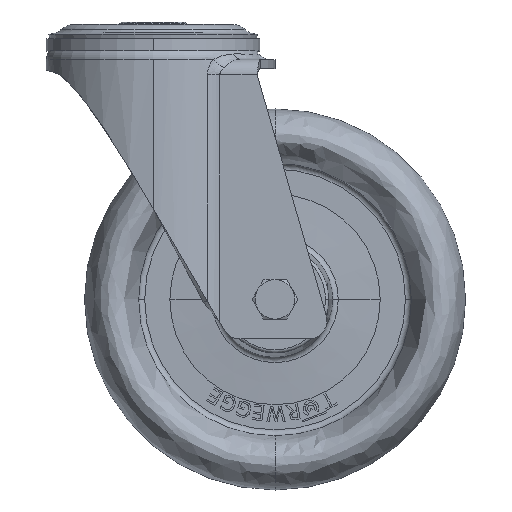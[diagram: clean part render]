
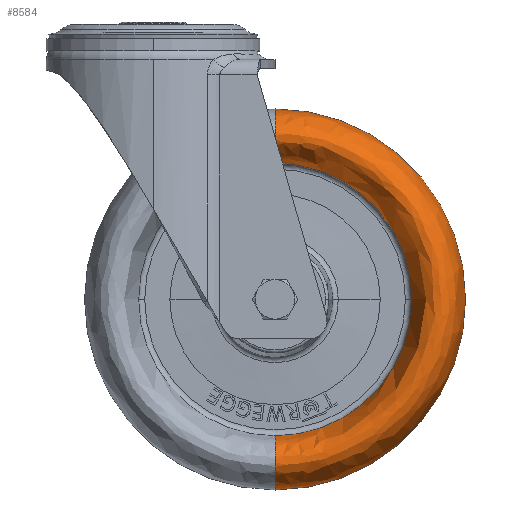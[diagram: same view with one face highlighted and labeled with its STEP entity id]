
A CAD part, top view. The second image highlights one B-rep face of the part: STEP entity #8584.
In plain terms, the highlighted free-form (B-spline) face has degree [3, 3] with [4, 4] control points.
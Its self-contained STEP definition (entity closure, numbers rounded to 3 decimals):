
#474 = CARTESIAN_POINT ( 'NONE',  ( 165., -153.5, 28.877 ) ) ;
#496 = EDGE_CURVE ( 'NONE', #21526, #4727, #1220, .T. ) ;
#615 = CARTESIAN_POINT ( 'NONE',  ( 40., -153.5, 28.877 ) ) ;
#752 = CARTESIAN_POINT ( 'NONE',  ( 40., -46.249, 4.26 ) ) ;
#1220 =( BOUNDED_CURVE ( )  B_SPLINE_CURVE ( 3, ( #13737, #615, #20411, #18731 ),
 .UNSPECIFIED., .F., .F. ) 
 B_SPLINE_CURVE_WITH_KNOTS ( ( 4, 4 ),
 ( 1.568, 4.473 ),
 .UNSPECIFIED. ) 
 CURVE ( )  GEOMETRIC_REPRESENTATION_ITEM ( )  RATIONAL_B_SPLINE_CURVE ( ( 1., 0.412, 0.412, 1. ) ) 
 REPRESENTATION_ITEM ( '' )  );
#1890 = DIRECTION ( 'NONE',  ( 0., 0., 1. ) ) ;
#3213 = DIRECTION ( 'NONE',  ( 1., 0., 0. ) ) ;
#3952 = CARTESIAN_POINT ( 'NONE',  ( 40., -42.855, 32.352 ) ) ;
#4281 = CARTESIAN_POINT ( 'NONE',  ( 84.751, -91., 4.26 ) ) ;
#4329 = ORIENTED_EDGE ( 'NONE', *, *, #5081, .T. ) ;
#4727 = VERTEX_POINT ( 'NONE', #16394 ) ;
#5081 = EDGE_CURVE ( 'NONE', #20231, #11767, #7805, .T. ) ;
#5199 = CARTESIAN_POINT ( 'NONE',  ( 40., -153.5, -0.036 ) ) ;
#5240 = CARTESIAN_POINT ( 'NONE',  ( 40., -28.5, -0.036 ) ) ;
#5384 = CARTESIAN_POINT ( 'NONE',  ( 129.503, -135.751, 4.26 ) ) ;
#5476 = CARTESIAN_POINT ( 'NONE',  ( 40., -153.5, 28.877 ) ) ;
#6787 = CARTESIAN_POINT ( 'NONE',  ( 40., -28.5, -0.036 ) ) ;
#6978 = CARTESIAN_POINT ( 'NONE',  ( 129.503, -46.249, 4.26 ) ) ;
#7805 = CIRCLE ( 'NONE', #17579, 44.751 ) ;
#8584 = ADVANCED_FACE ( 'NONE', ( #8815 ), #12489, .T. ) ;
#8616 = CARTESIAN_POINT ( 'NONE',  ( 40., -28.5, 28.877 ) ) ;
#8690 = CARTESIAN_POINT ( 'NONE',  ( 40., -91., 4.26 ) ) ;
#8815 = FACE_OUTER_BOUND ( 'NONE', #17938, .T. ) ;
#9279 = EDGE_CURVE ( 'NONE', #21526, #16344, #18175, .T. ) ;
#9737 = CARTESIAN_POINT ( 'NONE',  ( 40., -46.249, 4.26 ) ) ;
#10351 = DIRECTION ( 'NONE',  ( 0., 0., -1. ) ) ;
#11367 = CIRCLE ( 'NONE', #15582, 44.751 ) ;
#11549 = ORIENTED_EDGE ( 'NONE', *, *, #21030, .T. ) ;
#11675 = DIRECTION ( 'NONE',  ( -1., 0., 0. ) ) ;
#11767 = VERTEX_POINT ( 'NONE', #4281 ) ;
#11880 = CARTESIAN_POINT ( 'NONE',  ( 165., -28.5, -0.036 ) ) ;
#12227 =( BOUNDED_CURVE ( )  B_SPLINE_CURVE ( 3, ( #17567, #14405, #14184, #752 ),
 .UNSPECIFIED., .F., .F. ) 
 B_SPLINE_CURVE_WITH_KNOTS ( ( 4, 4 ),
 ( 1.568, 4.473 ),
 .UNSPECIFIED. ) 
 CURVE ( )  GEOMETRIC_REPRESENTATION_ITEM ( )  RATIONAL_B_SPLINE_CURVE ( ( 1., 0.412, 0.412, 1. ) ) 
 REPRESENTATION_ITEM ( '' )  );
#12489 =( BOUNDED_SURFACE ( )  B_SPLINE_SURFACE ( 3, 3, ( 
 ( #5240, #11880, #18560, #17373 ),
 ( #8616, #15210, #474, #5476 ),
 ( #3952, #20686, #13998, #13802 ),
 ( #20469, #6978, #5384, #20244 ) ),
 .UNSPECIFIED., .F., .F., .F. ) 
 B_SPLINE_SURFACE_WITH_KNOTS ( ( 4, 4 ),
 ( 4, 4 ),
 ( 0., 1. ),
 ( 0., 1. ),
 .UNSPECIFIED. ) 
 GEOMETRIC_REPRESENTATION_ITEM ( )  RATIONAL_B_SPLINE_SURFACE ( (
 ( 1., 0.333, 0.333, 1.),
 ( 0.412, 0.137, 0.137, 0.412),
 ( 0.412, 0.137, 0.137, 0.412),
 ( 1., 0.333, 0.333, 1.) ) ) 
 REPRESENTATION_ITEM ( '' )  SURFACE ( )  );
#13737 = CARTESIAN_POINT ( 'NONE',  ( 40., -153.5, -0.036 ) ) ;
#13802 = CARTESIAN_POINT ( 'NONE',  ( 40., -139.145, 32.352 ) ) ;
#13998 = CARTESIAN_POINT ( 'NONE',  ( 136.289, -139.145, 32.352 ) ) ;
#14184 = CARTESIAN_POINT ( 'NONE',  ( 40., -42.855, 32.352 ) ) ;
#14405 = CARTESIAN_POINT ( 'NONE',  ( 40., -28.5, 28.877 ) ) ;
#15210 = CARTESIAN_POINT ( 'NONE',  ( 165., -28.5, 28.877 ) ) ;
#15386 = DIRECTION ( 'NONE',  ( 0., 0., -1. ) ) ;
#15582 = AXIS2_PLACEMENT_3D ( 'NONE', #19682, #10351, #11675 ) ;
#15601 = DIRECTION ( 'NONE',  ( -1., 0., 0. ) ) ;
#16344 = VERTEX_POINT ( 'NONE', #6787 ) ;
#16394 = CARTESIAN_POINT ( 'NONE',  ( 40., -135.751, 4.26 ) ) ;
#17373 = CARTESIAN_POINT ( 'NONE',  ( 40., -153.5, -0.036 ) ) ;
#17567 = CARTESIAN_POINT ( 'NONE',  ( 40., -28.5, -0.036 ) ) ;
#17579 = AXIS2_PLACEMENT_3D ( 'NONE', #8690, #15386, #15601 ) ;
#17938 = EDGE_LOOP ( 'NONE', ( #19169, #18449, #11549, #4329, #20420 ) ) ;
#18151 = CARTESIAN_POINT ( 'NONE',  ( 40., -91., -0.036 ) ) ;
#18175 = CIRCLE ( 'NONE', #21014, 62.5 ) ;
#18449 = ORIENTED_EDGE ( 'NONE', *, *, #9279, .T. ) ;
#18560 = CARTESIAN_POINT ( 'NONE',  ( 165., -153.5, -0.036 ) ) ;
#18731 = CARTESIAN_POINT ( 'NONE',  ( 40., -135.751, 4.26 ) ) ;
#19169 = ORIENTED_EDGE ( 'NONE', *, *, #496, .F. ) ;
#19680 = EDGE_CURVE ( 'NONE', #11767, #4727, #11367, .T. ) ;
#19682 = CARTESIAN_POINT ( 'NONE',  ( 40., -91., 4.26 ) ) ;
#20231 = VERTEX_POINT ( 'NONE', #9737 ) ;
#20244 = CARTESIAN_POINT ( 'NONE',  ( 40., -135.751, 4.26 ) ) ;
#20411 = CARTESIAN_POINT ( 'NONE',  ( 40., -139.145, 32.352 ) ) ;
#20420 = ORIENTED_EDGE ( 'NONE', *, *, #19680, .T. ) ;
#20469 = CARTESIAN_POINT ( 'NONE',  ( 40., -46.249, 4.26 ) ) ;
#20686 = CARTESIAN_POINT ( 'NONE',  ( 136.289, -42.855, 32.352 ) ) ;
#21014 = AXIS2_PLACEMENT_3D ( 'NONE', #18151, #1890, #3213 ) ;
#21030 = EDGE_CURVE ( 'NONE', #16344, #20231, #12227, .T. ) ;
#21526 = VERTEX_POINT ( 'NONE', #5199 ) ;
